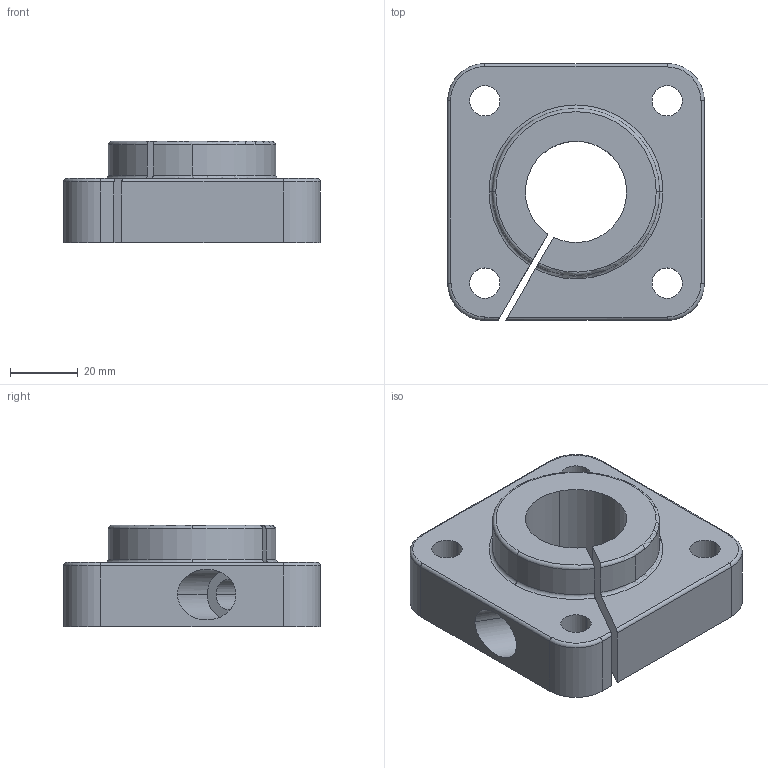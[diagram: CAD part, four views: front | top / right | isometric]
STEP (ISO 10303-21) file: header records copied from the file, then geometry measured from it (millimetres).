
FILE_DESCRIPTION( ( '' ), '1' );
FILE_NAME( 'fwbg_30_2_03.stp', '2008-04-10T06:20:51', ( '' ), ( '' ), ' ', ' ', ' ' );
FILE_SCHEMA( ( 'CONFIG_CONTROL_DESIGN' ) );
Length unit declared in the file: millimetre
Products named in the file (1): 1
Bounding box: 76 x 76 x 30 mm (x, y, z)
Volume: 97552.7 mm3; surface area: 23623.7 mm2
Topology: 1 solids, 1 shells, 59 faces, 158 edges, 101 vertices
Faces by surface type: cylinder 28, plane 19, torus 10, cone 2
Entity records: 1984 total; most frequent: CARTESIAN_POINT 385, DIRECTION 354, ORIENTED_EDGE 312, EDGE_CURVE 156, AXIS2_PLACEMENT_3D 142, VERTEX_POINT 101, CIRCLE 78, EDGE_LOOP 71
